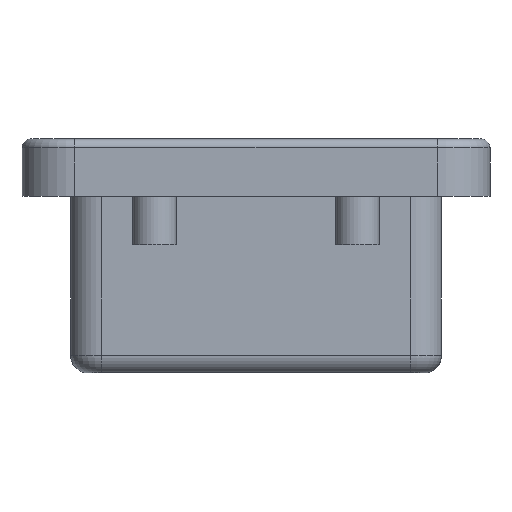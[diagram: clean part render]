
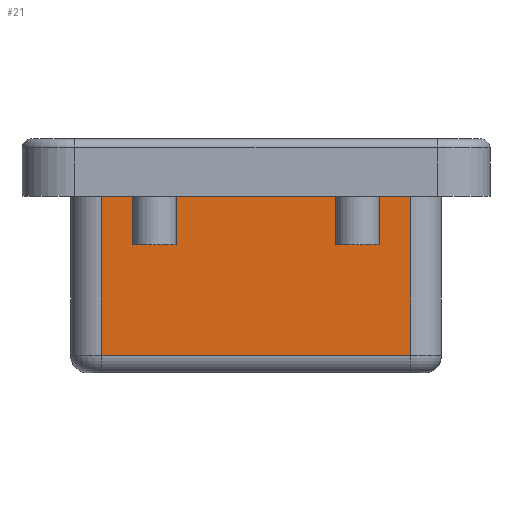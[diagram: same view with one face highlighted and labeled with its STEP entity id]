
A CAD part, front view. The second image highlights one B-rep face of the part: STEP entity #21.
In plain terms, the highlighted planar face has unit normal (0, -1, 0).
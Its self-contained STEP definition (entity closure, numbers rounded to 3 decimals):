
#21 = ADVANCED_FACE ( 'NONE', ( #2133 ), #72, .T. ) ;
#27 = DIRECTION ( 'NONE',  ( 0., 0., -1. ) ) ;
#48 = CARTESIAN_POINT ( 'NONE',  ( 17.5, -69.5, -20. ) ) ;
#72 = PLANE ( 'NONE',  #6410 ) ;
#88 = DIRECTION ( 'NONE',  ( 0., -1., 0. ) ) ;
#763 = DIRECTION ( 'NONE',  ( 0., 0., 1. ) ) ;
#872 = CARTESIAN_POINT ( 'NONE',  ( -17.5, -69.5, -20. ) ) ;
#922 = DIRECTION ( 'NONE',  ( 1., 0., 0. ) ) ;
#981 = CARTESIAN_POINT ( 'NONE',  ( 17.5, -69.5, -18. ) ) ;
#1232 = EDGE_CURVE ( 'NONE', #2179, #8604, #5561, .T. ) ;
#1580 = CARTESIAN_POINT ( 'NONE',  ( 17.5, -69.5, -20. ) ) ;
#1767 = DIRECTION ( 'NONE',  ( 0., 0., 1. ) ) ;
#1999 = CARTESIAN_POINT ( 'NONE',  ( -17.5, -69.5, 0. ) ) ;
#2133 = FACE_OUTER_BOUND ( 'NONE', #2953, .T. ) ;
#2179 = VERTEX_POINT ( 'NONE', #1999 ) ;
#2696 = EDGE_CURVE ( 'NONE', #6612, #8604, #5337, .T. ) ;
#2953 = EDGE_LOOP ( 'NONE', ( #6148, #6024, #6266, #6088 ) ) ;
#3362 = CARTESIAN_POINT ( 'NONE',  ( 17.5, -69.5, 0. ) ) ;
#3379 = DIRECTION ( 'NONE',  ( 1., 0., 0. ) ) ;
#3528 = LINE ( 'NONE', #872, #6928 ) ;
#3740 = LINE ( 'NONE', #981, #6971 ) ;
#4539 = CARTESIAN_POINT ( 'NONE',  ( 17.5, -69.5, 0. ) ) ;
#4799 = CARTESIAN_POINT ( 'NONE',  ( 17.5, -69.5, -18. ) ) ;
#5089 = CARTESIAN_POINT ( 'NONE',  ( -17.5, -69.5, -18. ) ) ;
#5337 = LINE ( 'NONE', #1580, #6746 ) ;
#5561 = LINE ( 'NONE', #3362, #7416 ) ;
#6024 = ORIENTED_EDGE ( 'NONE', *, *, #6309, .T. ) ;
#6088 = ORIENTED_EDGE ( 'NONE', *, *, #1232, .F. ) ;
#6148 = ORIENTED_EDGE ( 'NONE', *, *, #6299, .F. ) ;
#6266 = ORIENTED_EDGE ( 'NONE', *, *, #2696, .T. ) ;
#6299 = EDGE_CURVE ( 'NONE', #6675, #2179, #3528, .T. ) ;
#6309 = EDGE_CURVE ( 'NONE', #6675, #6612, #3740, .T. ) ;
#6410 = AXIS2_PLACEMENT_3D ( 'NONE', #48, #88, #27 ) ;
#6612 = VERTEX_POINT ( 'NONE', #4799 ) ;
#6675 = VERTEX_POINT ( 'NONE', #5089 ) ;
#6746 = VECTOR ( 'NONE', #1767, 1000. ) ;
#6928 = VECTOR ( 'NONE', #763, 1000. ) ;
#6971 = VECTOR ( 'NONE', #922, 1000. ) ;
#7416 = VECTOR ( 'NONE', #3379, 1000. ) ;
#8604 = VERTEX_POINT ( 'NONE', #4539 ) ;
